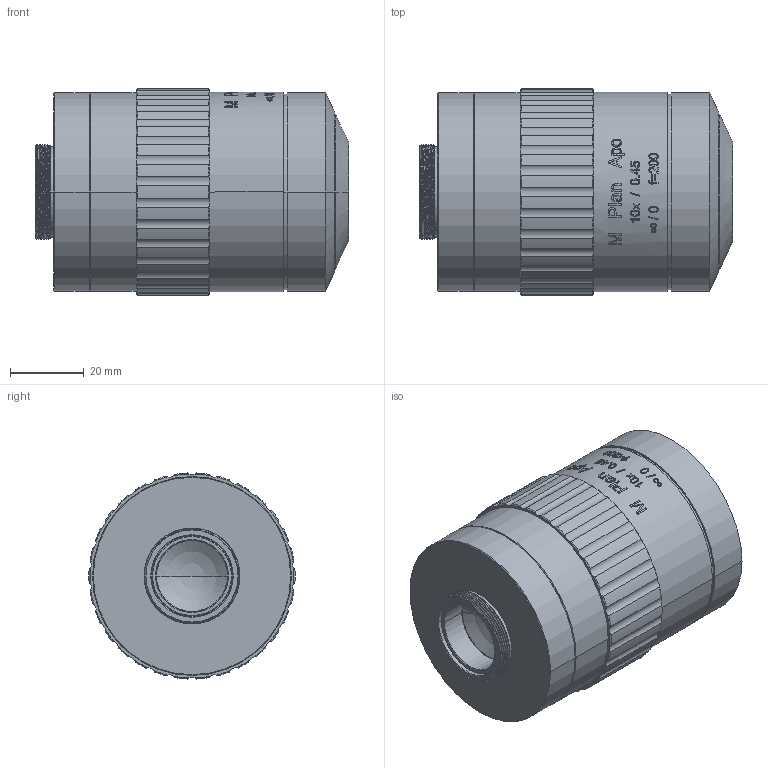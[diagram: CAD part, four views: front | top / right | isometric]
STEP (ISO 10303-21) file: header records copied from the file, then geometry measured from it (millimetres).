
FILE_DESCRIPTION((''),'2;1');
FILE_NAME('200_ASM','2025-01-22T',('Administrator'),(''),'PRO/ENGINEER BY PARAMETRIC TECHNOLOGY CORPORATION, 2010020','PRO/ENGINEER BY PARAMETRIC TECHNOLOGY CORPORATION, 2010020','');
FILE_SCHEMA(('AUTOMOTIVE_DESIGN_CC2 { 1 2 10303 214 -1 1 5 2 }'));
Length unit declared in the file: millimetre
Products named in the file (27): 508_AF0; 506_AF0; 311_AF0; 505_AF0; 310_AF0; 309_AF0; 504_AF0; 306_AF0; 307_AF0; 308_AF0; 503_AF0; 507_AF0; 305_AF0; 502_AF0; 303_AF0; 304_AF0; 501_AF0; 301_AF0; 302_AF0; 511_AF0; 509_AF0; 510_AF0; JD20302011_AF0; JD20302011_AF1; JD20302011_AF2; JD20302011_AF3; 200_ASM
Assembly tree (26 placements, depth 2):
  200_ASM
    508_AF0
    506_AF0
    311_AF0
    505_AF0
    310_AF0
    309_AF0
    504_AF0
    306_AF0
    307_AF0
    308_AF0
    503_AF0
    507_AF0
    305_AF0
    502_AF0
    303_AF0
    304_AF0
    501_AF0
    301_AF0
    302_AF0
    511_AF0
    509_AF0
    510_AF0
    JD20302011_AF0
    JD20302011_AF1
    JD20302011_AF2
    JD20302011_AF3
Bounding box: 85 x 55.99 x 55.94 mm (x, y, z)
Volume: 22579.9 mm3; surface area: 39113.9 mm2
Topology: 6 solids, 6 shells, 691 faces, 1839 edges, 1211 vertices
Faces by surface type: bspline 307, cylinder 154, plane 126, cone 100, sphere 4
Entity records: 42105 total; most frequent: CARTESIAN_POINT 20289, ORIENTED_EDGE 3670, DIRECTION 2391, PRESENTATION_STYLE_ASSIGNMENT 1893, STYLED_ITEM 1866, CURVE_STYLE 1835, EDGE_CURVE 1835, VERTEX_POINT 1211
